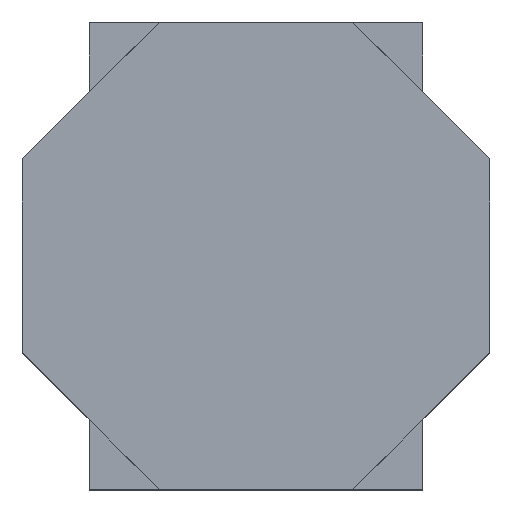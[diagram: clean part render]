
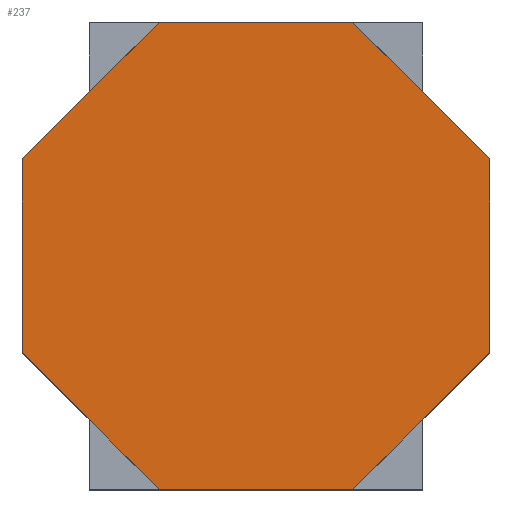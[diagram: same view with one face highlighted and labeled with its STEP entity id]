
A CAD part, top view. The second image highlights one B-rep face of the part: STEP entity #237.
In plain terms, the highlighted planar face has unit normal (0, 0, 1).
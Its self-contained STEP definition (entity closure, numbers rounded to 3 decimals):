
#32 = VERTEX_POINT('',#33);
#33 = CARTESIAN_POINT('',(-1.015,2.45,4.1));
#39 = EDGE_CURVE('',#32,#40,#42,.T.);
#40 = VERTEX_POINT('',#41);
#41 = CARTESIAN_POINT('',(-2.45,1.015,4.1));
#42 = LINE('',#43,#44);
#43 = CARTESIAN_POINT('',(-1.015,2.45,4.1));
#44 = VECTOR('',#45,1.);
#45 = DIRECTION('',(-0.707,-0.707,0.));
#169 = VERTEX_POINT('',#170);
#170 = CARTESIAN_POINT('',(1.015,2.45,4.1));
#176 = EDGE_CURVE('',#169,#32,#177,.T.);
#177 = LINE('',#178,#179);
#178 = CARTESIAN_POINT('',(1.015,2.45,4.1));
#179 = VECTOR('',#180,1.);
#180 = DIRECTION('',(-1.,0.,0.));
#237 = ADVANCED_FACE('',(#238),#288,.T.);
#238 = FACE_BOUND('',#239,.T.);
#239 = EDGE_LOOP('',(#240,#248,#256,#264,#272,#280,#286,#287));
#240 = ORIENTED_EDGE('',*,*,#241,.T.);
#241 = EDGE_CURVE('',#40,#242,#244,.T.);
#242 = VERTEX_POINT('',#243);
#243 = CARTESIAN_POINT('',(-2.45,-1.015,4.1));
#244 = LINE('',#245,#246);
#245 = CARTESIAN_POINT('',(-2.45,1.015,4.1));
#246 = VECTOR('',#247,1.);
#247 = DIRECTION('',(0.,-1.,0.));
#248 = ORIENTED_EDGE('',*,*,#249,.T.);
#249 = EDGE_CURVE('',#242,#250,#252,.T.);
#250 = VERTEX_POINT('',#251);
#251 = CARTESIAN_POINT('',(-1.015,-2.45,4.1));
#252 = LINE('',#253,#254);
#253 = CARTESIAN_POINT('',(-2.45,-1.015,4.1));
#254 = VECTOR('',#255,1.);
#255 = DIRECTION('',(0.707,-0.707,0.));
#256 = ORIENTED_EDGE('',*,*,#257,.T.);
#257 = EDGE_CURVE('',#250,#258,#260,.T.);
#258 = VERTEX_POINT('',#259);
#259 = CARTESIAN_POINT('',(1.015,-2.45,4.1));
#260 = LINE('',#261,#262);
#261 = CARTESIAN_POINT('',(-1.015,-2.45,4.1));
#262 = VECTOR('',#263,1.);
#263 = DIRECTION('',(1.,0.,0.));
#264 = ORIENTED_EDGE('',*,*,#265,.T.);
#265 = EDGE_CURVE('',#258,#266,#268,.T.);
#266 = VERTEX_POINT('',#267);
#267 = CARTESIAN_POINT('',(2.45,-1.015,4.1));
#268 = LINE('',#269,#270);
#269 = CARTESIAN_POINT('',(1.015,-2.45,4.1));
#270 = VECTOR('',#271,1.);
#271 = DIRECTION('',(0.707,0.707,0.));
#272 = ORIENTED_EDGE('',*,*,#273,.T.);
#273 = EDGE_CURVE('',#266,#274,#276,.T.);
#274 = VERTEX_POINT('',#275);
#275 = CARTESIAN_POINT('',(2.45,1.015,4.1));
#276 = LINE('',#277,#278);
#277 = CARTESIAN_POINT('',(2.45,-1.015,4.1));
#278 = VECTOR('',#279,1.);
#279 = DIRECTION('',(0.,1.,0.));
#280 = ORIENTED_EDGE('',*,*,#281,.T.);
#281 = EDGE_CURVE('',#274,#169,#282,.T.);
#282 = LINE('',#283,#284);
#283 = CARTESIAN_POINT('',(2.45,1.015,4.1));
#284 = VECTOR('',#285,1.);
#285 = DIRECTION('',(-0.707,0.707,0.));
#286 = ORIENTED_EDGE('',*,*,#176,.T.);
#287 = ORIENTED_EDGE('',*,*,#39,.T.);
#288 = PLANE('',#289);
#289 = AXIS2_PLACEMENT_3D('',#290,#291,#292);
#290 = CARTESIAN_POINT('',(0.,0.,4.1));
#291 = DIRECTION('',(0.,0.,1.));
#292 = DIRECTION('',(0.,1.,0.));
